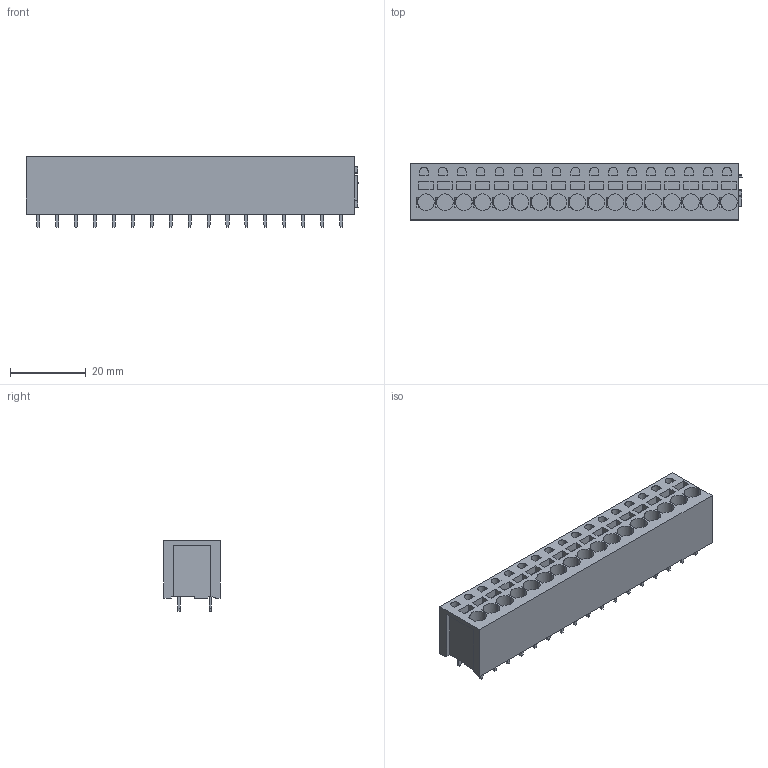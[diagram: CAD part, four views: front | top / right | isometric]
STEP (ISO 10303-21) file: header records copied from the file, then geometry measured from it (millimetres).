
FILE_DESCRIPTION(('CATIA V5 STEP Exchange','CAx-IF Rec.Pracs.--- Model Styling and Organization---1.4--- 2014-01-23'),'2;1');
FILE_NAME ('452059-3_3', '2022-08-11T06:52:57+00:00', ('none'), ('Weidmueller'), 'CATIA Version 5-6 Release 2016 SP3 HF44', 'CATIA V5 STEP AP214', 'none');
FILE_SCHEMA(('AUTOMOTIVE_DESIGN { 1 0 10303 214 1 1 1 1 }'));
Length unit declared in the file: millimetre
Products named in the file (1): 1425710000
Bounding box: 87.65 x 14.8 x 18.7 mm (x, y, z)
Volume: 17105.5 mm3; surface area: 8862.1 mm2
Topology: 35 solids, 35 shells, 647 faces, 1569 edges, 1046 vertices
Faces by surface type: plane 547, cylinder 100
Entity records: 18103 total; most frequent: CARTESIAN_POINT 3285, ORIENTED_EDGE 3138, DIRECTION 2464, EDGE_CURVE 1569, VECTOR 1335, LINE 1335, VERTEX_POINT 1046, EDGE_LOOP 701
